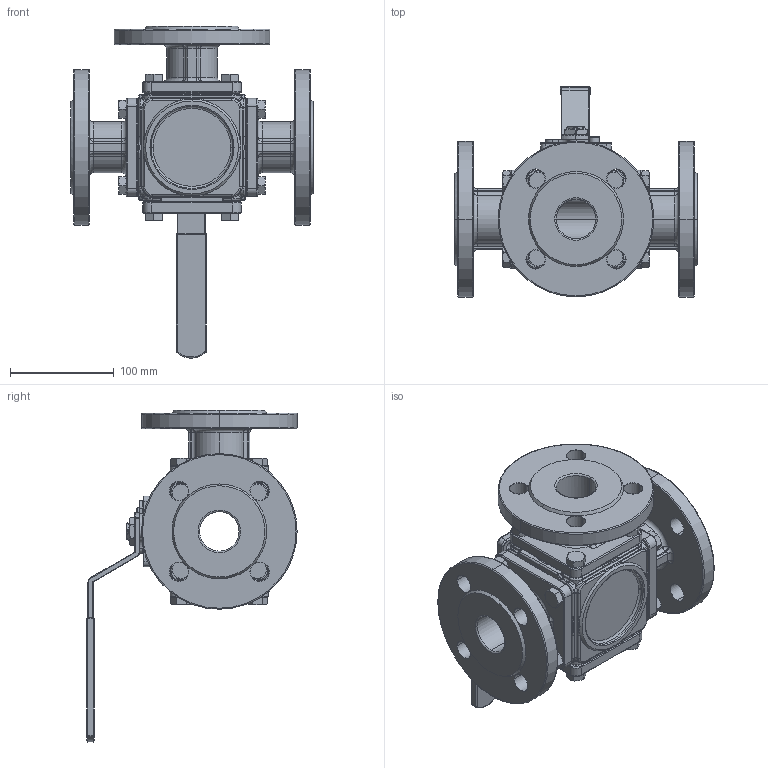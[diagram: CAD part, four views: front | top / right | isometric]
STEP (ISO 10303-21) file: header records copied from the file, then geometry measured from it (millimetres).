
FILE_DESCRIPTION (( 'STEP AP214' ), '1' );
FILE_NAME ('510-038-G01-1(501F,1.5,T-Port,3-way, PN16).STEP', '2019-10-04T08:31:07', ( '' ), ( '' ), 'SwSTEP 2.0', 'SolidWorks 2012', '' );
FILE_SCHEMA (( 'AUTOMOTIVE_DESIGN' ));
Length unit declared in the file: millimetre
Products named in the file (1): 510-038-G01-1(501F,1.5,T-Port,3-way, PN16)
Bounding box: 234 x 202.6 x 319.93 mm (x, y, z)
Volume: 2178981.6 mm3; surface area: 310133.6 mm2
Topology: 1 solids, 2 shells, 1720 faces, 4368 edges, 2574 vertices
Faces by surface type: cylinder 521, plane 443, cone 341, bspline 188, torus 171, sphere 56
Entity records: 128960 total; most frequent: CARTESIAN_POINT 70756, ORIENTED_EDGE 8704, DIRECTION 7980, EDGE_CURVE 4352, AXIS2_PLACEMENT_3D 3255, VERTEX_POINT 2574, EDGE_LOOP 1810, UNCERTAINTY_MEASURE_WITH_UNIT 1723
